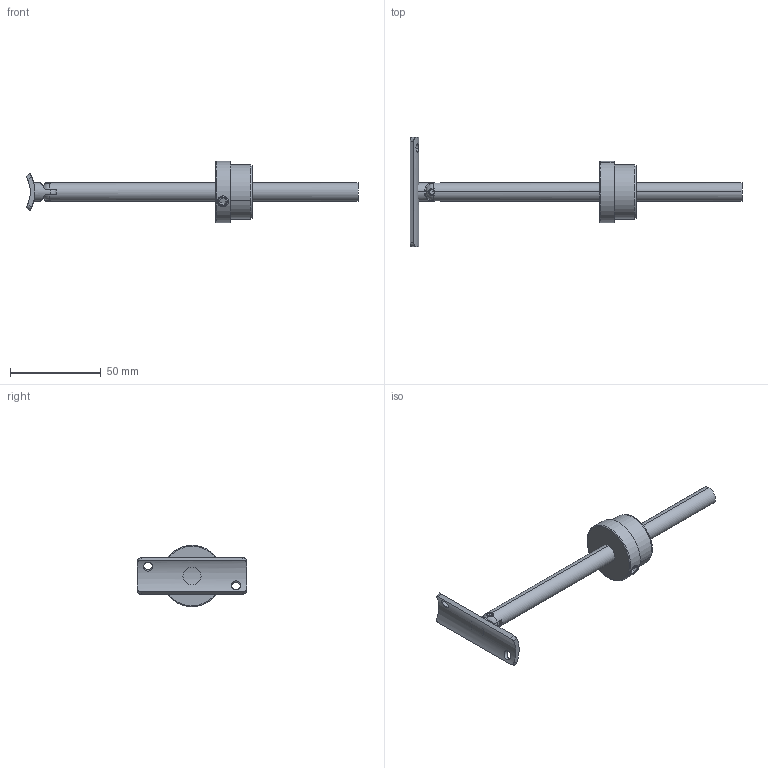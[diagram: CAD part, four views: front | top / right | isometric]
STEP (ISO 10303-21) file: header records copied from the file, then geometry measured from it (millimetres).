
FILE_DESCRIPTION (( 'STEP AP203' ), '1' );
FILE_NAME ('3D_GC2242_33.7-33.7_188705810.STEP', '2024-10-16T08:43:08', ( '' ), ( '' ), 'SwSTEP 2.0', 'SolidWorks 2024', '' );
FILE_SCHEMA (( 'CONFIG_CONTROL_DESIGN' ));
Length unit declared in the file: inch
Products named in the file (3): 3D_GC2242_33.7-33.7_188705810; 3D_GC2082_48.3_188684660; 3D_GC2012
Assembly tree (2 placements, depth 2):
  3D_GC2242_33.7-33.7_188705810
    3D_GC2082_48.3_188684660
    3D_GC2012
Bounding box: 182.42 x 60 x 33.68 mm (x, y, z)
Volume: 30748.9 mm3; surface area: 13745.3 mm2
Topology: 6 solids, 6 shells, 75 faces, 174 edges, 111 vertices
Faces by surface type: cylinder 31, plane 26, torus 14, cone 4
Entity records: 3080 total; most frequent: CARTESIAN_POINT 1059, DIRECTION 365, ORIENTED_EDGE 348, EDGE_CURVE 174, AXIS2_PLACEMENT_3D 147, VERTEX_POINT 111, EDGE_LOOP 85, ADVANCED_FACE 75
